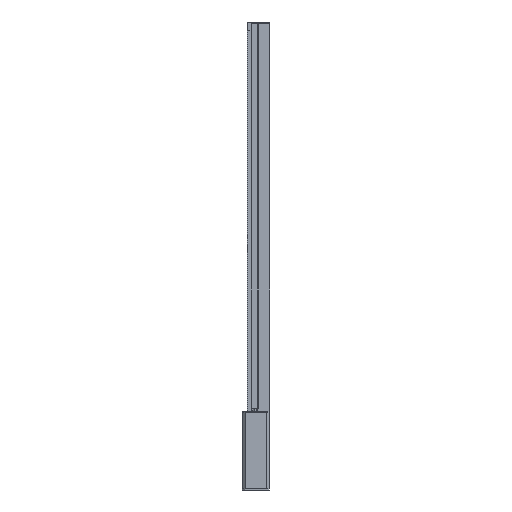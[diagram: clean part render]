
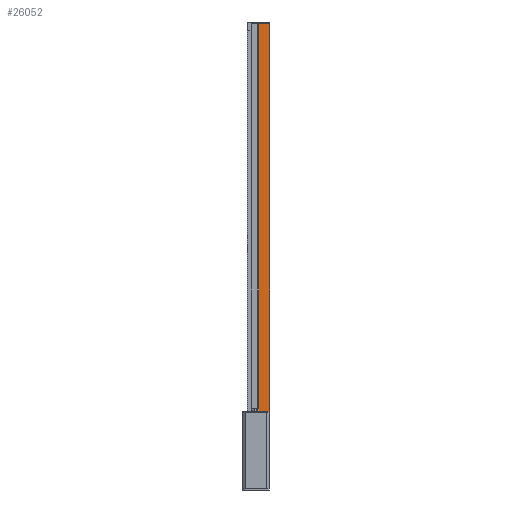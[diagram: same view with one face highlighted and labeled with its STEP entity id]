
A CAD part, left-side view. The second image highlights one B-rep face of the part: STEP entity #26052.
In plain terms, the highlighted planar face has unit normal (-1, 0, 0).
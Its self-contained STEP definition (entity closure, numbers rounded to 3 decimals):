
#1187 = CARTESIAN_POINT ( 'NONE',  ( -50., -21.5, 712. ) ) ;
#2174 = AXIS2_PLACEMENT_3D ( 'NONE', #29378, #15225, #14147 ) ;
#3181 = VECTOR ( 'NONE', #22933, 1000. ) ;
#3448 = LINE ( 'NONE', #18260, #3181 ) ;
#4079 = CARTESIAN_POINT ( 'NONE',  ( -50., -4.95, 0. ) ) ;
#4379 = EDGE_CURVE ( 'NONE', #21015, #7042, #28950, .T. ) ;
#4667 = EDGE_CURVE ( 'NONE', #7042, #24241, #3448, .T. ) ;
#7042 = VERTEX_POINT ( 'NONE', #1187 ) ;
#8516 = CARTESIAN_POINT ( 'NONE',  ( -50., -4.95, 712. ) ) ;
#12442 = LINE ( 'NONE', #22337, #31284 ) ;
#14147 = DIRECTION ( 'NONE',  ( 0., 1., 0. ) ) ;
#14310 = PLANE ( 'NONE',  #2174 ) ;
#14575 = VECTOR ( 'NONE', #31195, 1000. ) ;
#15225 = DIRECTION ( 'NONE',  ( 1., 0., 0. ) ) ;
#16329 = CARTESIAN_POINT ( 'NONE',  ( -50., -4.95, 712. ) ) ;
#16420 = ORIENTED_EDGE ( 'NONE', *, *, #4379, .F. ) ;
#17480 = EDGE_LOOP ( 'NONE', ( #16420, #29761, #27647, #24602 ) ) ;
#18260 = CARTESIAN_POINT ( 'NONE',  ( -50., -21.5, 816.12 ) ) ;
#19139 = DIRECTION ( 'NONE',  ( 0., 0., -1. ) ) ;
#20056 = CARTESIAN_POINT ( 'NONE',  ( -50., -21.5, 0. ) ) ;
#21015 = VERTEX_POINT ( 'NONE', #8516 ) ;
#21644 = DIRECTION ( 'NONE',  ( 0., -1., 0. ) ) ;
#22120 = LINE ( 'NONE', #4079, #23587 ) ;
#22337 = CARTESIAN_POINT ( 'NONE',  ( -50., -4.95, 816.12 ) ) ;
#22933 = DIRECTION ( 'NONE',  ( 0., 0., -1. ) ) ;
#23587 = VECTOR ( 'NONE', #21644, 1000. ) ;
#24241 = VERTEX_POINT ( 'NONE', #20056 ) ;
#24602 = ORIENTED_EDGE ( 'NONE', *, *, #4667, .F. ) ;
#26052 = ADVANCED_FACE ( 'NONE', ( #29529 ), #14310, .F. ) ;
#27647 = ORIENTED_EDGE ( 'NONE', *, *, #29712, .T. ) ;
#28950 = LINE ( 'NONE', #16329, #14575 ) ;
#29011 = EDGE_CURVE ( 'NONE', #21015, #31180, #12442, .T. ) ;
#29378 = CARTESIAN_POINT ( 'NONE',  ( -50., -4.95, 816.12 ) ) ;
#29529 = FACE_OUTER_BOUND ( 'NONE', #17480, .T. ) ;
#29712 = EDGE_CURVE ( 'NONE', #31180, #24241, #22120, .T. ) ;
#29761 = ORIENTED_EDGE ( 'NONE', *, *, #29011, .T. ) ;
#30984 = CARTESIAN_POINT ( 'NONE',  ( -50., -4.95, 0. ) ) ;
#31180 = VERTEX_POINT ( 'NONE', #30984 ) ;
#31195 = DIRECTION ( 'NONE',  ( 0., -1., 0. ) ) ;
#31284 = VECTOR ( 'NONE', #19139, 1000. ) ;
